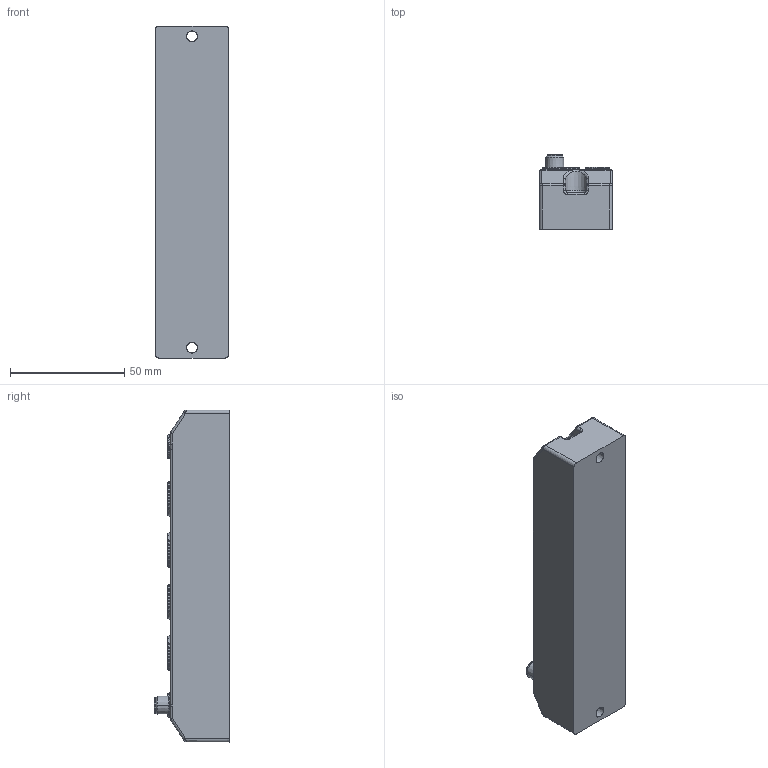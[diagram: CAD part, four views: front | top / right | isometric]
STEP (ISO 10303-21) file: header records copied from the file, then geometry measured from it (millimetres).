
FILE_DESCRIPTION (( 'STEP AP203' ), '1' );
FILE_NAME ('006BA1.STEP', '2023-07-13T02:19:06', ( '' ), ( '' ), 'SwSTEP 2.0', 'SolidWorks 2016', '' );
FILE_SCHEMA (( 'CONFIG_CONTROL_DESIGN' ));
Length unit declared in the file: millimetre
Products named in the file (1): 006BA1
Bounding box: 32 x 33 x 145 mm (x, y, z)
Volume: 113179.6 mm3; surface area: 26020.3 mm2
Topology: 1 solids, 1 shells, 1545 faces, 4097 edges, 2622 vertices
Faces by surface type: plane 723, cylinder 453, cone 216, bspline 153
Entity records: 52267 total; most frequent: CARTESIAN_POINT 14739, ORIENTED_EDGE 8178, DIRECTION 7362, EDGE_CURVE 4089, VERTEX_POINT 2622, LINE 2456, VECTOR 2456, AXIS2_PLACEMENT_3D 2453
